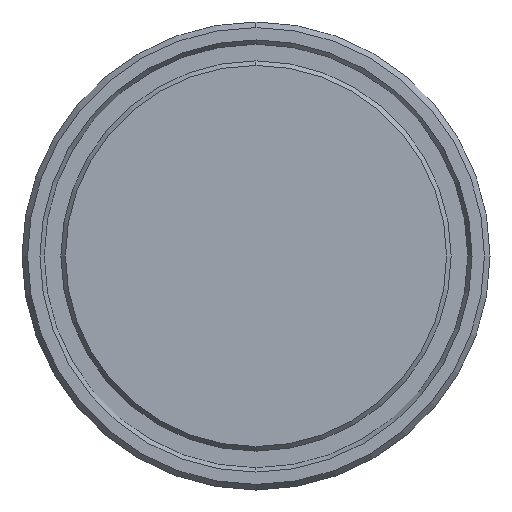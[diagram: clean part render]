
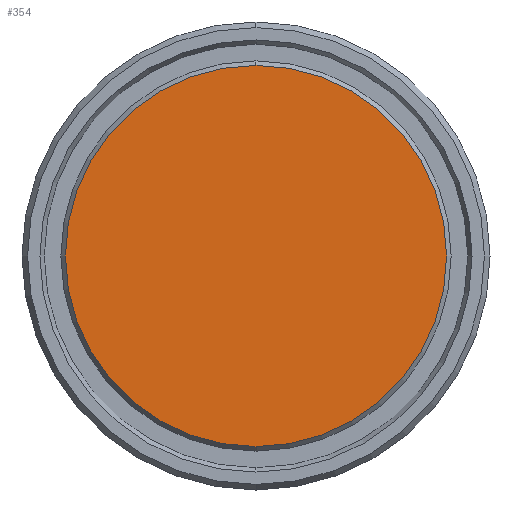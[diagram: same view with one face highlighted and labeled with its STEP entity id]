
A CAD part, left-side view. The second image highlights one B-rep face of the part: STEP entity #354.
In plain terms, the highlighted planar face has unit normal (-1, 0, 0).
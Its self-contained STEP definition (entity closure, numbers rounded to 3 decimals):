
#41 = AXIS2_PLACEMENT_3D ( 'NONE', #538, #78, #163 ) ;
#54 = CARTESIAN_POINT ( 'NONE',  ( -1.079, 0., -34.284 ) ) ;
#78 = DIRECTION ( 'NONE',  ( -1., 0., 0. ) ) ;
#82 = VERTEX_POINT ( 'NONE', #54 ) ;
#100 = CARTESIAN_POINT ( 'NONE',  ( -1.079, 0., 34.284 ) ) ;
#108 = DIRECTION ( 'NONE',  ( 0., 0., 1. ) ) ;
#163 = DIRECTION ( 'NONE',  ( 0., 0., 1. ) ) ;
#196 = DIRECTION ( 'NONE',  ( 0., 0., -1. ) ) ;
#199 = CARTESIAN_POINT ( 'NONE',  ( -1.079, 0., 0. ) ) ;
#240 = AXIS2_PLACEMENT_3D ( 'NONE', #199, #259, #108 ) ;
#259 = DIRECTION ( 'NONE',  ( -1., 0., 0. ) ) ;
#302 = DIRECTION ( 'NONE',  ( 1., 0., 0. ) ) ;
#354 = ADVANCED_FACE ( 'NONE', ( #414 ), #514, .F. ) ;
#382 = VERTEX_POINT ( 'NONE', #100 ) ;
#405 = AXIS2_PLACEMENT_3D ( 'NONE', #520, #302, #196 ) ;
#414 = FACE_OUTER_BOUND ( 'NONE', #592, .T. ) ;
#427 = CIRCLE ( 'NONE', #240, 34.284 ) ;
#448 = EDGE_CURVE ( 'NONE', #82, #382, #427, .T. ) ;
#485 = ORIENTED_EDGE ( 'NONE', *, *, #448, .T. ) ;
#504 = ORIENTED_EDGE ( 'NONE', *, *, #665, .T. ) ;
#514 = PLANE ( 'NONE',  #405 ) ;
#520 = CARTESIAN_POINT ( 'NONE',  ( -1.079, 0., 0. ) ) ;
#538 = CARTESIAN_POINT ( 'NONE',  ( -1.079, 0., 0. ) ) ;
#539 = CIRCLE ( 'NONE', #41, 34.284 ) ;
#592 = EDGE_LOOP ( 'NONE', ( #485, #504 ) ) ;
#665 = EDGE_CURVE ( 'NONE', #382, #82, #539, .T. ) ;
